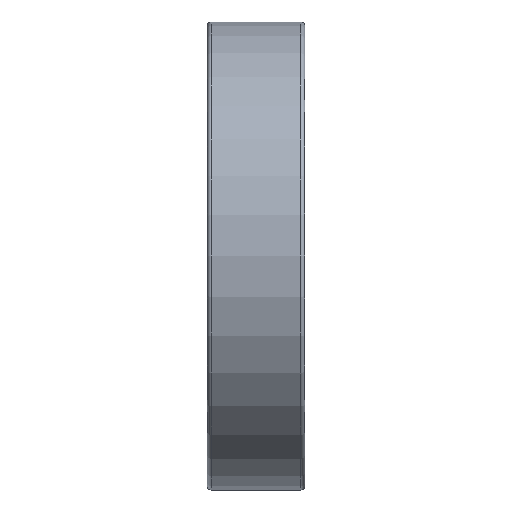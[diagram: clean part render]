
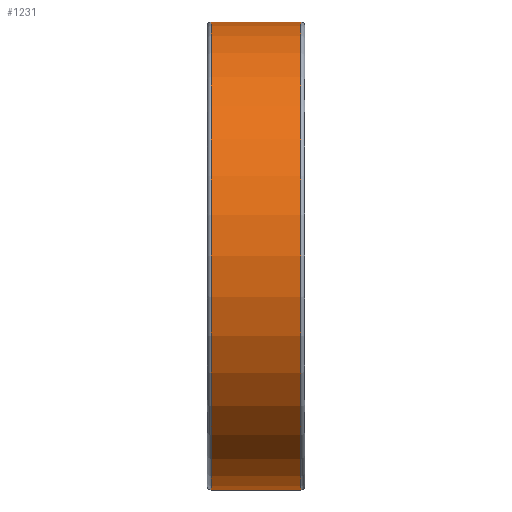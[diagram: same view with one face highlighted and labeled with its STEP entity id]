
A CAD part, front view. The second image highlights one B-rep face of the part: STEP entity #1231.
In plain terms, the highlighted cylindrical face has radius 6 mm (diameter 12 mm), a full revolution.
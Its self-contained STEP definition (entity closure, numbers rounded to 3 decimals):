
#56=LINE('',#2369,#62);
#62=VECTOR('',#1920,6.);
#68=CYLINDRICAL_SURFACE('',#1480,6.);
#180=FACE_OUTER_BOUND('',#273,.T.);
#273=EDGE_LOOP('',(#1100,#1101,#1102,#1103,#1104,#1105,#1106,#1107));
#437=CIRCLE('',#1473,6.);
#438=CIRCLE('',#1474,6.);
#440=CIRCLE('',#1476,6.);
#443=CIRCLE('',#1481,6.);
#444=CIRCLE('',#1482,6.);
#445=CIRCLE('',#1483,6.);
#634=VERTEX_POINT('',#2351);
#635=VERTEX_POINT('',#2352);
#636=VERTEX_POINT('',#2354);
#639=VERTEX_POINT('',#2364);
#640=VERTEX_POINT('',#2365);
#641=VERTEX_POINT('',#2367);
#795=EDGE_CURVE('',#634,#635,#437,.T.);
#796=EDGE_CURVE('',#635,#636,#438,.T.);
#798=EDGE_CURVE('',#636,#634,#440,.T.);
#801=EDGE_CURVE('',#639,#640,#443,.T.);
#802=EDGE_CURVE('',#641,#639,#444,.T.);
#803=EDGE_CURVE('',#641,#635,#56,.T.);
#804=EDGE_CURVE('',#640,#641,#445,.T.);
#1100=ORIENTED_EDGE('',*,*,#801,.F.);
#1101=ORIENTED_EDGE('',*,*,#802,.F.);
#1102=ORIENTED_EDGE('',*,*,#803,.T.);
#1103=ORIENTED_EDGE('',*,*,#795,.F.);
#1104=ORIENTED_EDGE('',*,*,#798,.F.);
#1105=ORIENTED_EDGE('',*,*,#796,.F.);
#1106=ORIENTED_EDGE('',*,*,#803,.F.);
#1107=ORIENTED_EDGE('',*,*,#804,.F.);
#1231=ADVANCED_FACE('',(#180),#68,.T.);
#1473=AXIS2_PLACEMENT_3D('',#2353,#1900,#1901);
#1474=AXIS2_PLACEMENT_3D('',#2355,#1902,#1903);
#1476=AXIS2_PLACEMENT_3D('',#2357,#1906,#1907);
#1480=AXIS2_PLACEMENT_3D('',#2363,#1914,#1915);
#1481=AXIS2_PLACEMENT_3D('',#2366,#1916,#1917);
#1482=AXIS2_PLACEMENT_3D('',#2368,#1918,#1919);
#1483=AXIS2_PLACEMENT_3D('',#2370,#1921,#1922);
#1900=DIRECTION('center_axis',(-1.,0.,0.));
#1901=DIRECTION('ref_axis',(0.,-1.,0.));
#1902=DIRECTION('center_axis',(-1.,0.,0.));
#1903=DIRECTION('ref_axis',(0.,-1.,0.));
#1906=DIRECTION('center_axis',(-1.,0.,0.));
#1907=DIRECTION('ref_axis',(0.,-1.,0.));
#1914=DIRECTION('center_axis',(1.,0.,0.));
#1915=DIRECTION('ref_axis',(0.,1.,0.));
#1916=DIRECTION('center_axis',(1.,0.,0.));
#1917=DIRECTION('ref_axis',(0.,-1.,0.));
#1918=DIRECTION('center_axis',(1.,0.,0.));
#1919=DIRECTION('ref_axis',(0.,-1.,0.));
#1920=DIRECTION('',(-1.,0.,0.));
#1921=DIRECTION('center_axis',(1.,0.,0.));
#1922=DIRECTION('ref_axis',(0.,-1.,0.));
#2351=CARTESIAN_POINT('',(0.1,6.,0.));
#2352=CARTESIAN_POINT('',(0.1,-6.,0.));
#2353=CARTESIAN_POINT('Origin',(0.1,0.,0.));
#2354=CARTESIAN_POINT('',(0.1,0.,6.));
#2355=CARTESIAN_POINT('Origin',(0.1,0.,0.));
#2357=CARTESIAN_POINT('Origin',(0.1,0.,0.));
#2363=CARTESIAN_POINT('Origin',(1.25,0.,0.));
#2364=CARTESIAN_POINT('',(2.4,6.,0.));
#2365=CARTESIAN_POINT('',(2.4,0.,6.));
#2366=CARTESIAN_POINT('Origin',(2.4,0.,0.));
#2367=CARTESIAN_POINT('',(2.4,-6.,0.));
#2368=CARTESIAN_POINT('Origin',(2.4,0.,0.));
#2369=CARTESIAN_POINT('',(1.25,-6.,0.));
#2370=CARTESIAN_POINT('Origin',(2.4,0.,0.));
